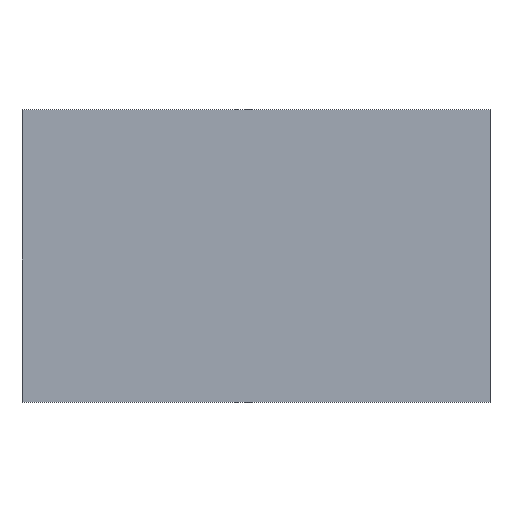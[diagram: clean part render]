
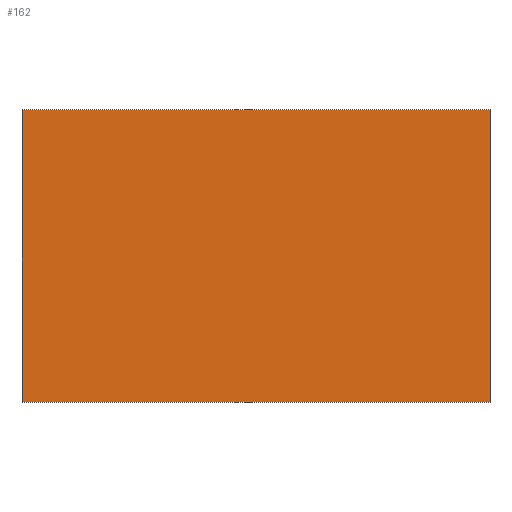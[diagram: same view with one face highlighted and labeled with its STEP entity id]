
A CAD part, top view. The second image highlights one B-rep face of the part: STEP entity #162.
In plain terms, the highlighted planar face has unit normal (0, 0, 1).
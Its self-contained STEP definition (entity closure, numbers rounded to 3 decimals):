
#88=ORIENTED_EDGE('',*,*,#98,.T.);
#89=ORIENTED_EDGE('',*,*,#102,.T.);
#90=ORIENTED_EDGE('',*,*,#105,.T.);
#91=ORIENTED_EDGE('',*,*,#107,.T.);
#98=EDGE_CURVE('',#111,#110,#118,.T.);
#102=EDGE_CURVE('',#110,#113,#122,.T.);
#105=EDGE_CURVE('',#113,#115,#125,.T.);
#107=EDGE_CURVE('',#115,#111,#127,.T.);
#110=VERTEX_POINT('',#263);
#111=VERTEX_POINT('',#265);
#113=VERTEX_POINT('',#271);
#115=VERTEX_POINT('',#277);
#118=LINE('',#264,#130);
#122=LINE('',#272,#134);
#125=LINE('',#278,#137);
#127=LINE('',#281,#139);
#130=VECTOR('',#205,1000.);
#134=VECTOR('',#211,1000.);
#137=VECTOR('',#216,1000.);
#139=VECTOR('',#220,1000.);
#144=EDGE_LOOP('',(#88,#89,#90,#91));
#150=FACE_BOUND('',#144,.T.);
#156=PLANE('',#181);
#162=ADVANCED_FACE('',(#150),#156,.T.);
#181=AXIS2_PLACEMENT_3D('',#282,#221,#222);
#205=DIRECTION('',(0.,-1.,0.));
#211=DIRECTION('',(1.,0.,0.));
#216=DIRECTION('',(0.,1.,0.));
#220=DIRECTION('',(-1.,0.,0.));
#221=DIRECTION('',(0.,0.,1.));
#222=DIRECTION('',(1.,0.,0.));
#263=CARTESIAN_POINT('',(0.,0.,2.));
#264=CARTESIAN_POINT('',(0.,75.,2.));
#265=CARTESIAN_POINT('',(0.,75.,2.));
#271=CARTESIAN_POINT('',(120.,0.,2.));
#272=CARTESIAN_POINT('',(0.,0.,2.));
#277=CARTESIAN_POINT('',(120.,75.,2.));
#278=CARTESIAN_POINT('',(120.,0.,2.));
#281=CARTESIAN_POINT('',(120.,75.,2.));
#282=CARTESIAN_POINT('',(0.,0.,2.));
